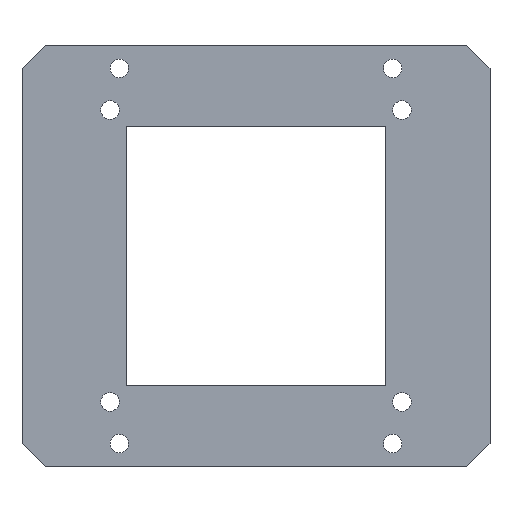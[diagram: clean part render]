
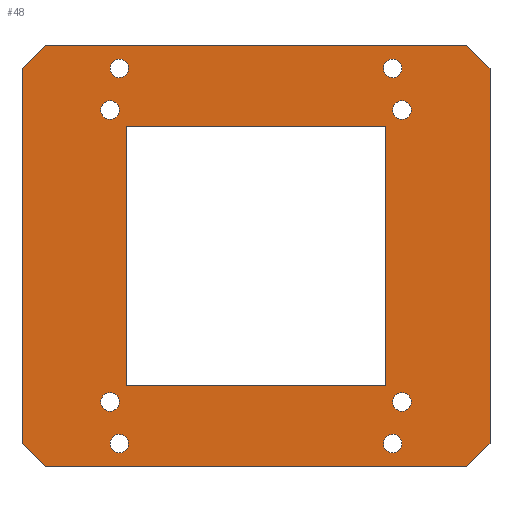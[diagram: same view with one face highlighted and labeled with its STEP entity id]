
A CAD part, top view. The second image highlights one B-rep face of the part: STEP entity #48.
In plain terms, the highlighted planar face has unit normal (0, 0, 1).
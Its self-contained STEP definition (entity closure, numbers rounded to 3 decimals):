
#48=ADVANCED_FACE('',(#70,#72,#74,#76,#78,#80,#82,#84,#86,#88),#90,.T.);
#70=FACE_BOUND('',#71,.T.);
#71=EDGE_LOOP('',(#276,#277,#278,#279,#280,#281,#282,#283));
#72=FACE_BOUND('',#73,.T.);
#73=EDGE_LOOP('',(#284));
#74=FACE_BOUND('',#75,.T.);
#75=EDGE_LOOP('',(#285));
#76=FACE_BOUND('',#77,.T.);
#77=EDGE_LOOP('',(#286));
#78=FACE_BOUND('',#79,.T.);
#79=EDGE_LOOP('',(#287));
#80=FACE_BOUND('',#81,.T.);
#81=EDGE_LOOP('',(#288));
#82=FACE_BOUND('',#83,.T.);
#83=EDGE_LOOP('',(#289));
#84=FACE_BOUND('',#85,.T.);
#85=EDGE_LOOP('',(#290));
#86=FACE_BOUND('',#87,.T.);
#87=EDGE_LOOP('',(#291));
#88=FACE_BOUND('',#89,.T.);
#89=EDGE_LOOP('',(#292,#293,#294,#295));
#90=PLANE('',#91);
#91=AXIS2_PLACEMENT_3D('',#92,#93,#94);
#92=CARTESIAN_POINT('',(0.,0.,3.));
#93=DIRECTION('',(0.,0.,1.));
#94=DIRECTION('',(-1.,0.,0.));
#276=ORIENTED_EDGE('',*,*,#380,.F.);
#277=ORIENTED_EDGE('',*,*,#381,.T.);
#278=ORIENTED_EDGE('',*,*,#382,.F.);
#279=ORIENTED_EDGE('',*,*,#383,.T.);
#280=ORIENTED_EDGE('',*,*,#384,.F.);
#281=ORIENTED_EDGE('',*,*,#385,.T.);
#282=ORIENTED_EDGE('',*,*,#386,.F.);
#283=ORIENTED_EDGE('',*,*,#387,.T.);
#284=ORIENTED_EDGE('',*,*,#388,.T.);
#285=ORIENTED_EDGE('',*,*,#389,.T.);
#286=ORIENTED_EDGE('',*,*,#390,.T.);
#287=ORIENTED_EDGE('',*,*,#391,.T.);
#288=ORIENTED_EDGE('',*,*,#392,.T.);
#289=ORIENTED_EDGE('',*,*,#393,.T.);
#290=ORIENTED_EDGE('',*,*,#394,.T.);
#291=ORIENTED_EDGE('',*,*,#395,.T.);
#292=ORIENTED_EDGE('',*,*,#396,.T.);
#293=ORIENTED_EDGE('',*,*,#397,.T.);
#294=ORIENTED_EDGE('',*,*,#398,.T.);
#295=ORIENTED_EDGE('',*,*,#399,.T.);
#380=EDGE_CURVE('',#432,#433,#434,.F.);
#381=EDGE_CURVE('',#432,#435,#436,.T.);
#382=EDGE_CURVE('',#437,#435,#438,.F.);
#383=EDGE_CURVE('',#437,#439,#440,.T.);
#384=EDGE_CURVE('',#441,#439,#442,.F.);
#385=EDGE_CURVE('',#441,#443,#444,.T.);
#386=EDGE_CURVE('',#445,#443,#446,.F.);
#387=EDGE_CURVE('',#445,#433,#447,.T.);
#388=EDGE_CURVE('',#448,#448,#449,.F.);
#389=EDGE_CURVE('',#450,#450,#451,.F.);
#390=EDGE_CURVE('',#452,#452,#453,.F.);
#391=EDGE_CURVE('',#454,#454,#455,.F.);
#392=EDGE_CURVE('',#456,#456,#457,.F.);
#393=EDGE_CURVE('',#458,#458,#459,.F.);
#394=EDGE_CURVE('',#460,#460,#461,.F.);
#395=EDGE_CURVE('',#462,#462,#463,.F.);
#396=EDGE_CURVE('',#464,#465,#466,.F.);
#397=EDGE_CURVE('',#465,#467,#468,.F.);
#398=EDGE_CURVE('',#467,#469,#470,.F.);
#399=EDGE_CURVE('',#469,#464,#471,.F.);
#432=VERTEX_POINT('',#524);
#433=VERTEX_POINT('',#525);
#434=LINE('',#526,#527);
#435=VERTEX_POINT('',#529);
#436=LINE('',#530,#531);
#437=VERTEX_POINT('',#533);
#438=LINE('',#534,#535);
#439=VERTEX_POINT('',#537);
#440=LINE('',#538,#539);
#441=VERTEX_POINT('',#541);
#442=LINE('',#542,#543);
#443=VERTEX_POINT('',#545);
#444=LINE('',#546,#547);
#445=VERTEX_POINT('',#549);
#446=LINE('',#550,#551);
#447=LINE('',#553,#554);
#448=VERTEX_POINT('',#556);
#449=CIRCLE('',#557,2.);
#450=VERTEX_POINT('',#561);
#451=CIRCLE('',#562,2.);
#452=VERTEX_POINT('',#566);
#453=CIRCLE('',#567,2.);
#454=VERTEX_POINT('',#571);
#455=CIRCLE('',#572,2.);
#456=VERTEX_POINT('',#576);
#457=CIRCLE('',#577,2.);
#458=VERTEX_POINT('',#581);
#459=CIRCLE('',#582,2.);
#460=VERTEX_POINT('',#586);
#461=CIRCLE('',#587,2.);
#462=VERTEX_POINT('',#591);
#463=CIRCLE('',#592,2.);
#464=VERTEX_POINT('',#596);
#465=VERTEX_POINT('',#597);
#466=LINE('',#598,#599);
#467=VERTEX_POINT('',#601);
#468=LINE('',#602,#603);
#469=VERTEX_POINT('',#605);
#470=LINE('',#606,#607);
#471=LINE('',#609,#610);
#524=CARTESIAN_POINT('',(45.5,45.5,3.));
#525=CARTESIAN_POINT('',(50.5,40.5,3.));
#526=CARTESIAN_POINT('',(50.5,40.5,3.));
#527=VECTOR('',#528,1.);
#528=DIRECTION('',(-0.707,0.707,0.));
#529=CARTESIAN_POINT('',(-45.5,45.5,3.));
#530=CARTESIAN_POINT('',(45.5,45.5,3.));
#531=VECTOR('',#532,1.);
#532=DIRECTION('',(-1.,0.,0.));
#533=CARTESIAN_POINT('',(-50.5,40.5,3.));
#534=CARTESIAN_POINT('',(-45.5,45.5,3.));
#535=VECTOR('',#536,1.);
#536=DIRECTION('',(-0.707,-0.707,0.));
#537=CARTESIAN_POINT('',(-50.5,-40.5,3.));
#538=CARTESIAN_POINT('',(-50.5,40.5,3.));
#539=VECTOR('',#540,1.);
#540=DIRECTION('',(0.,-1.,0.));
#541=CARTESIAN_POINT('',(-45.5,-45.5,3.));
#542=CARTESIAN_POINT('',(-50.5,-40.5,3.));
#543=VECTOR('',#544,1.);
#544=DIRECTION('',(0.707,-0.707,0.));
#545=CARTESIAN_POINT('',(45.5,-45.5,3.));
#546=CARTESIAN_POINT('',(-45.5,-45.5,3.));
#547=VECTOR('',#548,1.);
#548=DIRECTION('',(1.,0.,0.));
#549=CARTESIAN_POINT('',(50.5,-40.5,3.));
#550=CARTESIAN_POINT('',(45.5,-45.5,3.));
#551=VECTOR('',#552,1.);
#552=DIRECTION('',(0.707,0.707,0.));
#553=CARTESIAN_POINT('',(50.5,-40.5,3.));
#554=VECTOR('',#555,1.);
#555=DIRECTION('',(0.,1.,0.));
#556=CARTESIAN_POINT('',(-33.5,31.5,3.));
#557=AXIS2_PLACEMENT_3D('',#558,#559,#560);
#558=CARTESIAN_POINT('',(-31.5,31.5,3.));
#559=DIRECTION('',(0.,0.,1.));
#560=DIRECTION('',(-1.,0.,0.));
#561=CARTESIAN_POINT('',(29.5,-31.5,3.));
#562=AXIS2_PLACEMENT_3D('',#563,#564,#565);
#563=CARTESIAN_POINT('',(31.5,-31.5,3.));
#564=DIRECTION('',(0.,0.,1.));
#565=DIRECTION('',(-1.,0.,0.));
#566=CARTESIAN_POINT('',(27.5,-40.5,3.));
#567=AXIS2_PLACEMENT_3D('',#568,#569,#570);
#568=CARTESIAN_POINT('',(29.5,-40.5,3.));
#569=DIRECTION('',(0.,0.,1.));
#570=DIRECTION('',(-1.,0.,0.));
#571=CARTESIAN_POINT('',(27.5,40.5,3.));
#572=AXIS2_PLACEMENT_3D('',#573,#574,#575);
#573=CARTESIAN_POINT('',(29.5,40.5,3.));
#574=DIRECTION('',(0.,0.,1.));
#575=DIRECTION('',(-1.,0.,0.));
#576=CARTESIAN_POINT('',(-31.5,-40.5,3.));
#577=AXIS2_PLACEMENT_3D('',#578,#579,#580);
#578=CARTESIAN_POINT('',(-29.5,-40.5,3.));
#579=DIRECTION('',(0.,0.,1.));
#580=DIRECTION('',(-1.,0.,0.));
#581=CARTESIAN_POINT('',(-33.5,-31.5,3.));
#582=AXIS2_PLACEMENT_3D('',#583,#584,#585);
#583=CARTESIAN_POINT('',(-31.5,-31.5,3.));
#584=DIRECTION('',(0.,0.,1.));
#585=DIRECTION('',(-1.,0.,0.));
#586=CARTESIAN_POINT('',(-31.5,40.5,3.));
#587=AXIS2_PLACEMENT_3D('',#588,#589,#590);
#588=CARTESIAN_POINT('',(-29.5,40.5,3.));
#589=DIRECTION('',(0.,0.,1.));
#590=DIRECTION('',(-1.,0.,0.));
#591=CARTESIAN_POINT('',(29.5,31.5,3.));
#592=AXIS2_PLACEMENT_3D('',#593,#594,#595);
#593=CARTESIAN_POINT('',(31.5,31.5,3.));
#594=DIRECTION('',(0.,0.,1.));
#595=DIRECTION('',(-1.,0.,0.));
#596=CARTESIAN_POINT('',(-28.,-28.,3.));
#597=CARTESIAN_POINT('',(-28.,28.,3.));
#598=CARTESIAN_POINT('',(-28.,28.,3.));
#599=VECTOR('',#600,1.);
#600=DIRECTION('',(0.,-1.,0.));
#601=CARTESIAN_POINT('',(28.,28.,3.));
#602=CARTESIAN_POINT('',(28.,28.,3.));
#603=VECTOR('',#604,1.);
#604=DIRECTION('',(-1.,0.,0.));
#605=CARTESIAN_POINT('',(28.,-28.,3.));
#606=CARTESIAN_POINT('',(28.,-28.,3.));
#607=VECTOR('',#608,1.);
#608=DIRECTION('',(0.,1.,0.));
#609=CARTESIAN_POINT('',(-28.,-28.,3.));
#610=VECTOR('',#611,1.);
#611=DIRECTION('',(1.,0.,0.));
